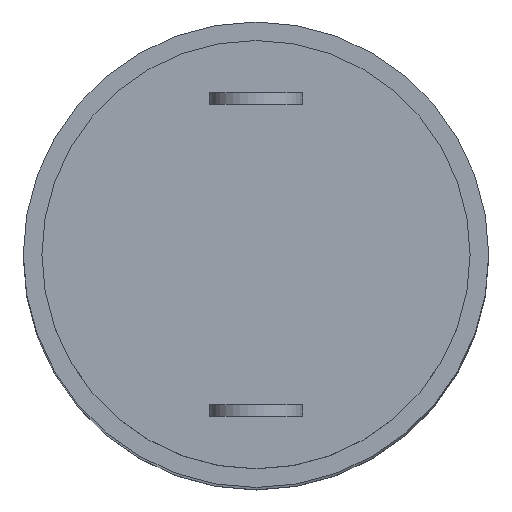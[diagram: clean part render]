
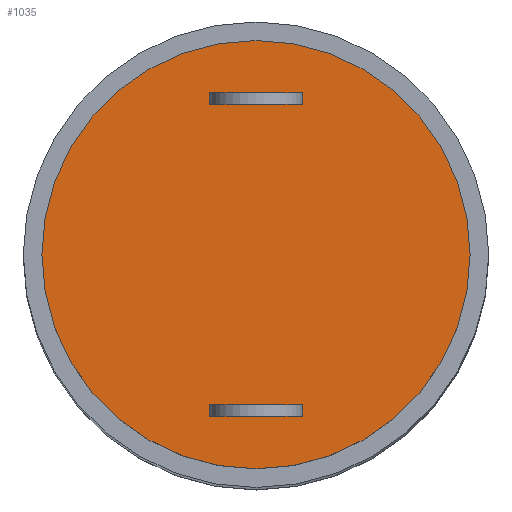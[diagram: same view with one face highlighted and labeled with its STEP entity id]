
A CAD part, top view. The second image highlights one B-rep face of the part: STEP entity #1035.
In plain terms, the highlighted planar face has unit normal (0, 0, 1).
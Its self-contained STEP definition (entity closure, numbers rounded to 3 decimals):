
#34=FACE_BOUND('',#176,.T.);
#35=FACE_BOUND('',#177,.T.);
#54=PLANE('',#1177);
#106=FACE_OUTER_BOUND('',#175,.T.);
#175=EDGE_LOOP('',(#804,#805));
#176=EDGE_LOOP('',(#806,#807,#808,#809));
#177=EDGE_LOOP('',(#810,#811,#812,#813));
#225=LINE('',#1767,#274);
#226=LINE('',#1769,#275);
#227=LINE('',#1771,#276);
#228=LINE('',#1772,#277);
#229=LINE('',#1775,#278);
#230=LINE('',#1777,#279);
#231=LINE('',#1779,#280);
#232=LINE('',#1780,#281);
#274=VECTOR('',#1457,1.);
#275=VECTOR('',#1458,1.);
#276=VECTOR('',#1459,1.);
#277=VECTOR('',#1460,1.);
#278=VECTOR('',#1461,1.);
#279=VECTOR('',#1462,1.);
#280=VECTOR('',#1463,1.);
#281=VECTOR('',#1464,1.);
#366=CIRCLE('',#1178,4.6);
#367=CIRCLE('',#1179,4.6);
#454=VERTEX_POINT('',#1761);
#455=VERTEX_POINT('',#1762);
#456=VERTEX_POINT('',#1765);
#457=VERTEX_POINT('',#1766);
#458=VERTEX_POINT('',#1768);
#459=VERTEX_POINT('',#1770);
#460=VERTEX_POINT('',#1773);
#461=VERTEX_POINT('',#1774);
#462=VERTEX_POINT('',#1776);
#463=VERTEX_POINT('',#1778);
#579=EDGE_CURVE('',#454,#455,#366,.T.);
#580=EDGE_CURVE('',#455,#454,#367,.T.);
#581=EDGE_CURVE('',#456,#457,#225,.T.);
#582=EDGE_CURVE('',#458,#456,#226,.T.);
#583=EDGE_CURVE('',#458,#459,#227,.T.);
#584=EDGE_CURVE('',#457,#459,#228,.T.);
#585=EDGE_CURVE('',#460,#461,#229,.T.);
#586=EDGE_CURVE('',#461,#462,#230,.T.);
#587=EDGE_CURVE('',#462,#463,#231,.T.);
#588=EDGE_CURVE('',#460,#463,#232,.T.);
#804=ORIENTED_EDGE('',*,*,#579,.T.);
#805=ORIENTED_EDGE('',*,*,#580,.T.);
#806=ORIENTED_EDGE('',*,*,#581,.F.);
#807=ORIENTED_EDGE('',*,*,#582,.F.);
#808=ORIENTED_EDGE('',*,*,#583,.T.);
#809=ORIENTED_EDGE('',*,*,#584,.F.);
#810=ORIENTED_EDGE('',*,*,#585,.T.);
#811=ORIENTED_EDGE('',*,*,#586,.T.);
#812=ORIENTED_EDGE('',*,*,#587,.T.);
#813=ORIENTED_EDGE('',*,*,#588,.F.);
#1035=ADVANCED_FACE('',(#106,#34,#35),#54,.F.);
#1177=AXIS2_PLACEMENT_3D('',#1760,#1451,#1452);
#1178=AXIS2_PLACEMENT_3D('',#1763,#1453,#1454);
#1179=AXIS2_PLACEMENT_3D('',#1764,#1455,#1456);
#1451=DIRECTION('center_axis',(0.,0.,
-1.));
#1452=DIRECTION('ref_axis',(-1.,0.,0.));
#1453=DIRECTION('center_axis',(0.,0.,
1.));
#1454=DIRECTION('ref_axis',(1.,0.,0.));
#1455=DIRECTION('center_axis',(0.,0.,
1.));
#1456=DIRECTION('ref_axis',(1.,0.,0.));
#1457=DIRECTION('',(-1.,0.,0.));
#1458=DIRECTION('',(0.,1.,0.));
#1459=DIRECTION('',(-1.,0.,0.));
#1460=DIRECTION('',(0.,-1.,0.));
#1461=DIRECTION('',(0.,-1.,0.));
#1462=DIRECTION('',(-1.,0.,0.));
#1463=DIRECTION('',(0.,1.,0.));
#1464=DIRECTION('',(-1.,0.,0.));
#1760=CARTESIAN_POINT('Origin',(0.,4.6,34.7));
#1761=CARTESIAN_POINT('',(4.6,0.,34.7));
#1762=CARTESIAN_POINT('',(-4.6,0.,34.7));
#1763=CARTESIAN_POINT('Origin',(0.,0.,
34.7));
#1764=CARTESIAN_POINT('Origin',(0.,0.,
34.7));
#1765=CARTESIAN_POINT('',(0.527,3.475,34.7));
#1766=CARTESIAN_POINT('',(-0.527,3.475,34.7));
#1767=CARTESIAN_POINT('',(0.,3.475,34.7));
#1768=CARTESIAN_POINT('',(0.527,3.225,34.7));
#1769=CARTESIAN_POINT('',(0.527,3.475,34.7));
#1770=CARTESIAN_POINT('',(-0.527,3.225,34.7));
#1771=CARTESIAN_POINT('',(0.,3.225,34.7));
#1772=CARTESIAN_POINT('',(-0.527,3.475,34.7));
#1773=CARTESIAN_POINT('',(0.527,-3.225,34.7));
#1774=CARTESIAN_POINT('',(0.527,-3.475,34.7));
#1775=CARTESIAN_POINT('',(0.527,-3.475,34.7));
#1776=CARTESIAN_POINT('',(-0.527,-3.475,34.7));
#1777=CARTESIAN_POINT('',(0.,-3.475,34.7));
#1778=CARTESIAN_POINT('',(-0.527,-3.225,34.7));
#1779=CARTESIAN_POINT('',(-0.527,-3.475,34.7));
#1780=CARTESIAN_POINT('',(0.,-3.225,34.7));
